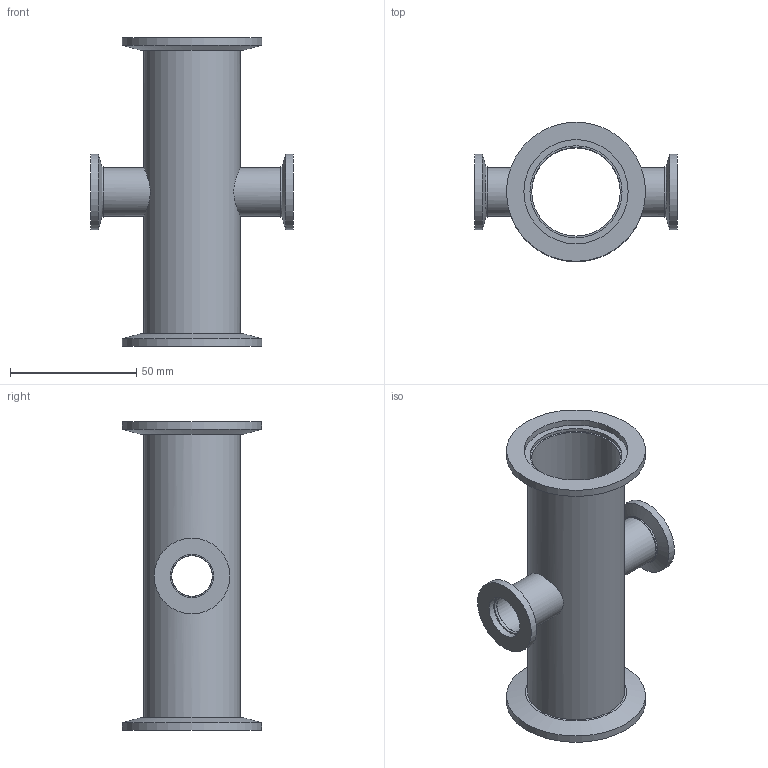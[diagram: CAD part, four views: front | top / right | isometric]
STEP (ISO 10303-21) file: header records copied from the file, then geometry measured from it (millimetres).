
FILE_DESCRIPTION(/* description */ (''),/* implementation_level */ '2;1');
FILE_NAME(/* name */ 'FL-R4X40-16KF.stp',/* time_stamp */ '2019-01-28T15:07:22+00:00',/* author */ ('paul'),/* organization */ (''),/* preprocessor_version */ 'ST-DEVELOPER v17.2',/* originating_system */ 'Autodesk Inventor 2019',/* authorisation */ '');
FILE_SCHEMA (('AUTOMOTIVE_DESIGN { 1 0 10303 214 3 1 1 }'));
Length unit declared in the file: millimetre
Products named in the file (5): FL-RT40-16KF; Main tube; FL-40KF-38W; side tube; FL-16KF-19W
Assembly tree (7 placements, depth 2):
  FL-RT40-16KF
    Main tube
    side tube  x2
    FL-40KF-38W  x2
    FL-16KF-19W  x2
Bounding box: 80 x 55 x 122 mm (x, y, z)
Volume: 35575.7 mm3; surface area: 41292.3 mm2
Topology: 7 solids, 7 shells, 52 faces, 137 edges, 105 vertices
Faces by surface type: cylinder 28, plane 20, cone 4
Full cylindrical faces by diameter (mm): 16 x2, 16.1 x2, 17.2 x2, 19 x4, 19.3 x2, 20 x2, 30 x2, 35 x1, 36.4 x2, 38.1 x1, 38.4 x2, 41.2 x2, 55 x2
Entity records: 1379 total; most frequent: CARTESIAN_POINT 389, DIRECTION 189, ORIENTED_EDGE 158, AXIS2_PLACEMENT_3D 85, EDGE_CURVE 79, VERTEX_POINT 60, CIRCLE 44, EDGE_LOOP 43
